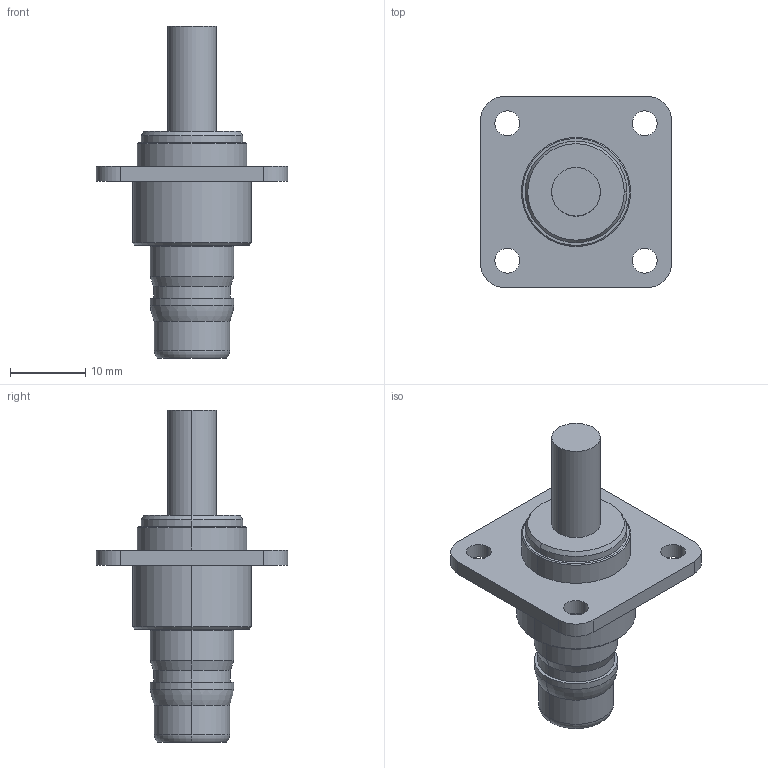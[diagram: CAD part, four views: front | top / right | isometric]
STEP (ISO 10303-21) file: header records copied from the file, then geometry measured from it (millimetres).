
FILE_DESCRIPTION (( 'STEP AP203' ), '1' );
FILE_NAME ('R164.282.000B.STEP', '2015-04-13T12:22:56', ( '' ), ( '' ), 'SwSTEP 2.0', 'SolidWorks 2014', '' );
FILE_SCHEMA (( 'CONFIG_CONTROL_DESIGN' ));
Length unit declared in the file: metre
Products named in the file (1): R164.282.000B
Bounding box: 25.4 x 25.4 x 44.1 mm (x, y, z)
Volume: 4810.7 mm3; surface area: 3367.8 mm2
Topology: 1 solids, 1 shells, 93 faces, 230 edges, 145 vertices
Faces by surface type: cylinder 34, cone 26, plane 25, torus 8
Entity records: 2943 total; most frequent: CARTESIAN_POINT 659, DIRECTION 484, ORIENTED_EDGE 456, EDGE_CURVE 228, AXIS2_PLACEMENT_3D 210, VERTEX_POINT 145, CIRCLE 116, EDGE_LOOP 109
